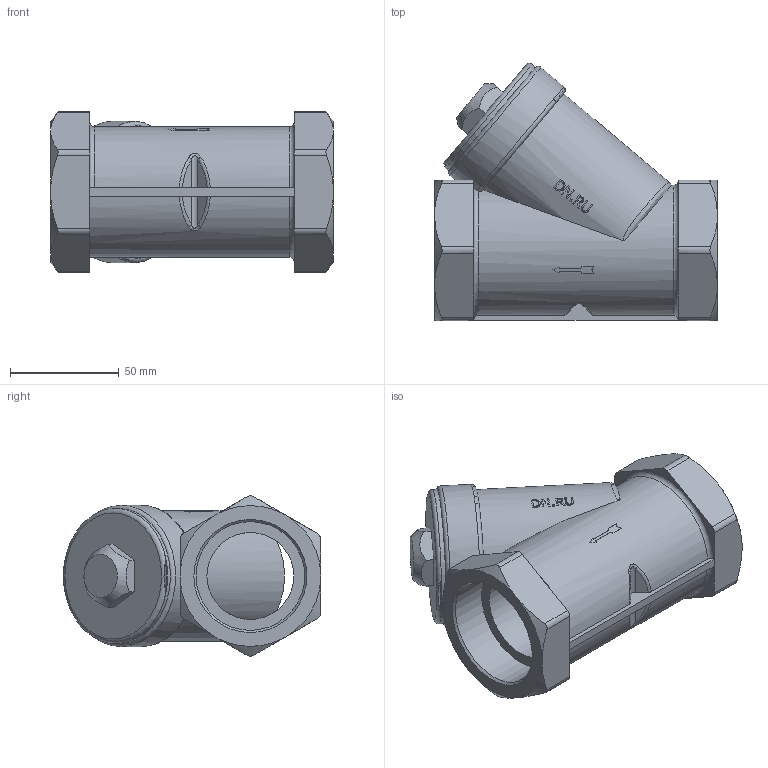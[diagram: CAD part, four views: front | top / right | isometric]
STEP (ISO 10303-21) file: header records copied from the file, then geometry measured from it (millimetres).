
FILE_DESCRIPTION(/* description */ (''),/* implementation_level */ '2;1');
FILE_NAME(/* name */ 'DN50_3D_STEP.stp',/* time_stamp */ '2024-04-14T23:40:20+03:00',/* author */ ('igorr'),/* organization */ (''),/* preprocessor_version */ 'ST-DEVELOPER v19.2',/* originating_system */ 'Autodesk Inventor 2023',/* authorisation */ '');
FILE_SCHEMA (('AUTOMOTIVE_DESIGN { 1 0 10303 214 3 1 1 }'));
Length unit declared in the file: millimetre
Products named in the file (1): Деталь
Bounding box: 130 x 118.31 x 73.69 mm (x, y, z)
Volume: 421193.1 mm3; surface area: 60106.2 mm2
Topology: 1 solids, 1 shells, 166 faces, 450 edges, 299 vertices
Faces by surface type: plane 84, cylinder 30, bspline 30, cone 17, torus 5
Full cylindrical faces by diameter (mm): 40 x1, 50 x2, 62 x1, 65 x1
Entity records: 6746 total; most frequent: CARTESIAN_POINT 2517, ORIENTED_EDGE 900, DIRECTION 770, EDGE_CURVE 450, AXIS2_PLACEMENT_3D 301, VERTEX_POINT 299, EDGE_LOOP 181, LINE 168
